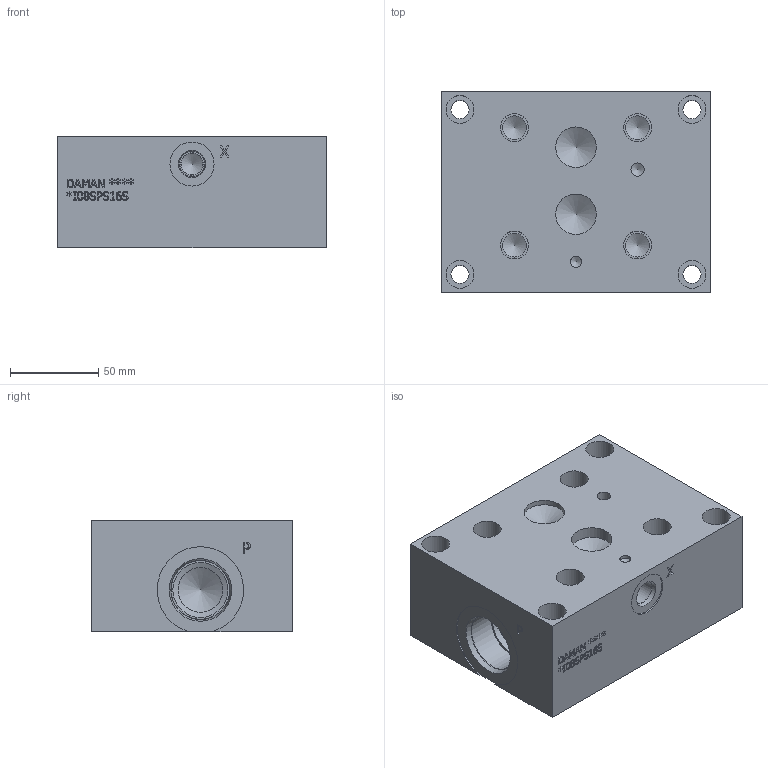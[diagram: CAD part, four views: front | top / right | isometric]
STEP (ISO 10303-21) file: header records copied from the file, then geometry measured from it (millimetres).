
FILE_DESCRIPTION(/* description */ (''),/* implementation_level */ '2;1');
FILE_NAME(/* name */ '_I08SPS16S.stp',/* time_stamp */ '2020-04-28T09:07:01-04:00',/* author */ ('alexanderw'),/* organization */ (''),/* preprocessor_version */ 'ST-DEVELOPER v17',/* originating_system */ 'Autodesk Inventor 2019',/* authorisation */ '');
FILE_SCHEMA (('AUTOMOTIVE_DESIGN { 1 0 10303 214 3 1 1 }'));
Length unit declared in the file: millimetre
Products named in the file (1): Part_AI08SPS16S_3D
Bounding box: 152.4 x 114.3 x 63.5 mm (x, y, z)
Volume: 980474.2 mm3; surface area: 94145.2 mm2
Topology: 1 solids, 1 shells, 444 faces, 1219 edges, 821 vertices
Faces by surface type: plane 266, bspline 123, cylinder 35, cone 20
Full cylindrical faces by diameter (mm): 6.35 x1, 7.544 x1, 10.312 x4, 12.294 x1, 12.9 x1, 13.487 x4, 14.275 x1, 14.529 x1, 15.875 x8, 23.012 x2, 25.019 x1, 25.4 x1, 28.575 x1, 31.267 x2, 33.34 x2, 33.757 x2, 49.124 x1
Entity records: 15046 total; most frequent: CARTESIAN_POINT 4073, ORIENTED_EDGE 2416, DIRECTION 1730, EDGE_CURVE 1208, LINE 838, VECTOR 838, VERTEX_POINT 821, EDGE_LOOP 507
